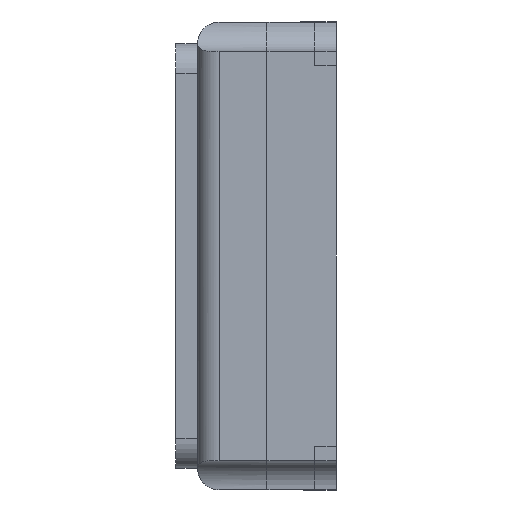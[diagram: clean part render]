
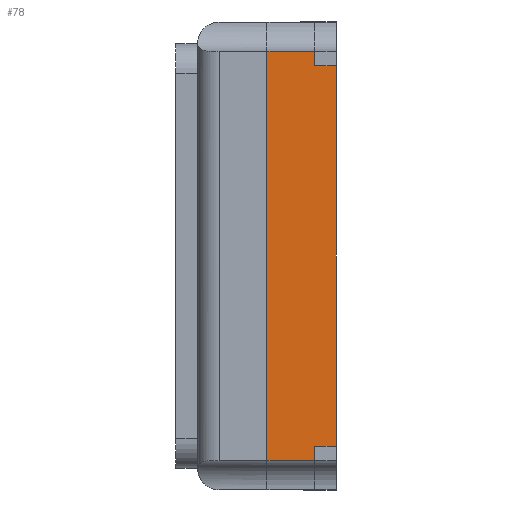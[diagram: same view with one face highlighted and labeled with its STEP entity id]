
A CAD part, left-side view. The second image highlights one B-rep face of the part: STEP entity #78.
In plain terms, the highlighted planar face has unit normal (-1, 0, 0).
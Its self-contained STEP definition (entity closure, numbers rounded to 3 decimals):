
#78 = ADVANCED_FACE ( 'NONE', ( #121 ), #910, .T. ) ;
#121 = FACE_OUTER_BOUND ( 'NONE', #901, .T. ) ;
#189 = VERTEX_POINT ( 'NONE', #702 ) ;
#284 = ORIENTED_EDGE ( 'NONE', *, *, #1949, .F. ) ;
#306 = VERTEX_POINT ( 'NONE', #1049 ) ;
#479 = CARTESIAN_POINT ( 'NONE',  ( -1., 0.075, -0.65 ) ) ;
#528 = CARTESIAN_POINT ( 'NONE',  ( -1., 0., -0.65 ) ) ;
#611 = EDGE_CURVE ( 'NONE', #1395, #3292, #3344, .T. ) ;
#702 = CARTESIAN_POINT ( 'NONE',  ( -1., 0.238, 0.7 ) ) ;
#783 = DIRECTION ( 'NONE',  ( 0., -1., 0. ) ) ;
#860 = AXIS2_PLACEMENT_3D ( 'NONE', #2268, #1174, #1953 ) ;
#901 = EDGE_LOOP ( 'NONE', ( #284, #1096, #1518, #3219, #1480, #3248, #2705, #2848 ) ) ;
#910 = PLANE ( 'NONE',  #860 ) ;
#941 = DIRECTION ( 'NONE',  ( 0., 0., -1. ) ) ;
#958 = DIRECTION ( 'NONE',  ( 0., 0., 1. ) ) ;
#963 = VECTOR ( 'NONE', #958, 1000. ) ;
#1018 = CARTESIAN_POINT ( 'NONE',  ( -1., 0.075, 0.65 ) ) ;
#1029 = LINE ( 'NONE', #2394, #3445 ) ;
#1049 = CARTESIAN_POINT ( 'NONE',  ( -1., 0.075, -0.7 ) ) ;
#1057 = LINE ( 'NONE', #1208, #3129 ) ;
#1096 = ORIENTED_EDGE ( 'NONE', *, *, #2011, .F. ) ;
#1174 = DIRECTION ( 'NONE',  ( -1., 0., 0. ) ) ;
#1208 = CARTESIAN_POINT ( 'NONE',  ( -1., 0.475, 0.7 ) ) ;
#1285 = CARTESIAN_POINT ( 'NONE',  ( -1., 0., 0.65 ) ) ;
#1360 = VERTEX_POINT ( 'NONE', #2930 ) ;
#1373 = EDGE_CURVE ( 'NONE', #1360, #2620, #3231, .T. ) ;
#1395 = VERTEX_POINT ( 'NONE', #479 ) ;
#1417 = CARTESIAN_POINT ( 'NONE',  ( -1., 0., 0. ) ) ;
#1480 = ORIENTED_EDGE ( 'NONE', *, *, #611, .T. ) ;
#1515 = LINE ( 'NONE', #3133, #1603 ) ;
#1518 = ORIENTED_EDGE ( 'NONE', *, *, #3057, .T. ) ;
#1527 = VECTOR ( 'NONE', #783, 1000. ) ;
#1603 = VECTOR ( 'NONE', #941, 1000. ) ;
#1701 = DIRECTION ( 'NONE',  ( 0., 0., -1. ) ) ;
#1722 = CARTESIAN_POINT ( 'NONE',  ( -1., 0.475, -0.7 ) ) ;
#1826 = EDGE_CURVE ( 'NONE', #2620, #3292, #2878, .T. ) ;
#1859 = VERTEX_POINT ( 'NONE', #2242 ) ;
#1892 = LINE ( 'NONE', #2594, #963 ) ;
#1949 = EDGE_CURVE ( 'NONE', #189, #1859, #1057, .T. ) ;
#1953 = DIRECTION ( 'NONE',  ( 0., 0., 1. ) ) ;
#1976 = DIRECTION ( 'NONE',  ( 0., 0., -1. ) ) ;
#1983 = DIRECTION ( 'NONE',  ( 0., -1., 0. ) ) ;
#2011 = EDGE_CURVE ( 'NONE', #3465, #189, #1892, .T. ) ;
#2048 = DIRECTION ( 'NONE',  ( 0., -1., 0. ) ) ;
#2121 = EDGE_CURVE ( 'NONE', #1395, #306, #1515, .T. ) ;
#2127 = LINE ( 'NONE', #1722, #2796 ) ;
#2153 = VECTOR ( 'NONE', #1976, 1000. ) ;
#2242 = CARTESIAN_POINT ( 'NONE',  ( -1., 0.075, 0.7 ) ) ;
#2268 = CARTESIAN_POINT ( 'NONE',  ( -1., 0.475, 0. ) ) ;
#2394 = CARTESIAN_POINT ( 'NONE',  ( -1., 0.075, 0.7 ) ) ;
#2398 = DIRECTION ( 'NONE',  ( 0., -1., 0. ) ) ;
#2409 = CARTESIAN_POINT ( 'NONE',  ( -1., 0.075, -0.65 ) ) ;
#2591 = VECTOR ( 'NONE', #2398, 1000. ) ;
#2594 = CARTESIAN_POINT ( 'NONE',  ( -1., 0.238, -0.7 ) ) ;
#2620 = VERTEX_POINT ( 'NONE', #1285 ) ;
#2705 = ORIENTED_EDGE ( 'NONE', *, *, #1373, .F. ) ;
#2796 = VECTOR ( 'NONE', #1983, 1000. ) ;
#2848 = ORIENTED_EDGE ( 'NONE', *, *, #2973, .F. ) ;
#2878 = LINE ( 'NONE', #1417, #2153 ) ;
#2930 = CARTESIAN_POINT ( 'NONE',  ( -1., 0.075, 0.65 ) ) ;
#2972 = CARTESIAN_POINT ( 'NONE',  ( -1., 0.238, -0.7 ) ) ;
#2973 = EDGE_CURVE ( 'NONE', #1859, #1360, #1029, .T. ) ;
#3057 = EDGE_CURVE ( 'NONE', #3465, #306, #2127, .T. ) ;
#3129 = VECTOR ( 'NONE', #2048, 1000. ) ;
#3133 = CARTESIAN_POINT ( 'NONE',  ( -1., 0.075, -0.7 ) ) ;
#3219 = ORIENTED_EDGE ( 'NONE', *, *, #2121, .F. ) ;
#3231 = LINE ( 'NONE', #1018, #2591 ) ;
#3248 = ORIENTED_EDGE ( 'NONE', *, *, #1826, .F. ) ;
#3292 = VERTEX_POINT ( 'NONE', #528 ) ;
#3344 = LINE ( 'NONE', #2409, #1527 ) ;
#3445 = VECTOR ( 'NONE', #1701, 1000. ) ;
#3465 = VERTEX_POINT ( 'NONE', #2972 ) ;
